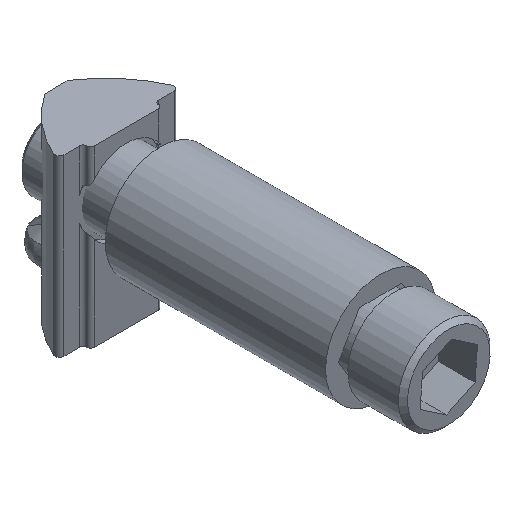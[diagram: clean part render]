
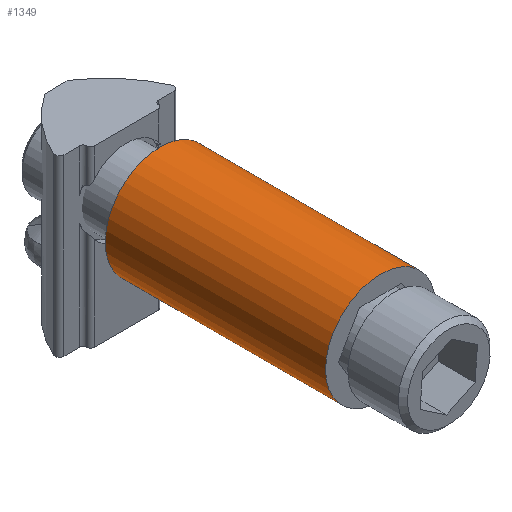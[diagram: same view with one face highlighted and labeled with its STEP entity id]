
A CAD part, isometric view. The second image highlights one B-rep face of the part: STEP entity #1349.
In plain terms, the highlighted cylindrical face has radius 6 mm (diameter 12 mm), a full revolution.
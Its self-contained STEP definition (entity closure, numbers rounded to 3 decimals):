
#640=CARTESIAN_POINT('',(-6.,24.,0.));
#641=VERTEX_POINT('',#640);
#642=CARTESIAN_POINT('',(0.0,24.,0.0));
#643=DIRECTION('',(0.0,1.0,0.0));
#644=DIRECTION('',(1.0,0.0,0.0));
#645=AXIS2_PLACEMENT_3D('',#642,#643,#644);
#646=CIRCLE('',#645,6.);
#647=EDGE_CURVE('',#641,#641,#646,.T.);
#1330=CARTESIAN_POINT('',(0.0,0.0,0.0));
#1331=DIRECTION('',(0.0,1.0,0.0));
#1332=DIRECTION('',(1.0,0.0,0.0));
#1333=AXIS2_PLACEMENT_3D('',#1330,#1331,#1332);
#1334=CYLINDRICAL_SURFACE('',#1333,6.);
#1335=ORIENTED_EDGE('',*,*,#647,.F.);
#1336=EDGE_LOOP('',(#1335));
#1337=FACE_OUTER_BOUND('',#1336,.T.);
#1338=CARTESIAN_POINT('',(-6.,0.0,0.));
#1339=VERTEX_POINT('',#1338);
#1340=CARTESIAN_POINT('',(0.0,0.0,0.0));
#1341=DIRECTION('',(0.0,-1.0,0.0));
#1342=DIRECTION('',(1.0,0.0,0.0));
#1343=AXIS2_PLACEMENT_3D('',#1340,#1341,#1342);
#1344=CIRCLE('',#1343,6.);
#1345=EDGE_CURVE('',#1339,#1339,#1344,.T.);
#1346=ORIENTED_EDGE('',*,*,#1345,.F.);
#1347=EDGE_LOOP('',(#1346));
#1348=FACE_BOUND('',#1347,.T.);
#1349=ADVANCED_FACE('',(#1337,#1348),#1334,.T.);
